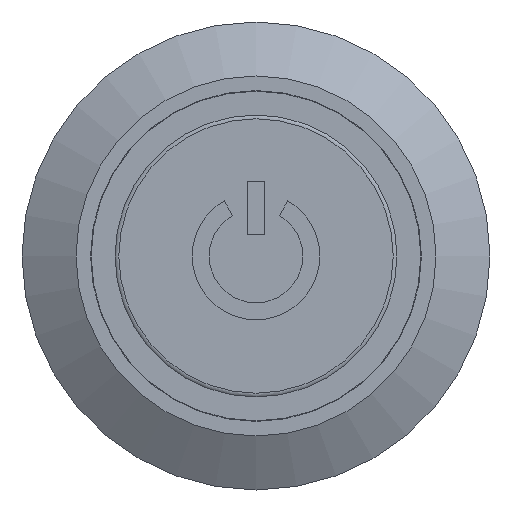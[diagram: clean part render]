
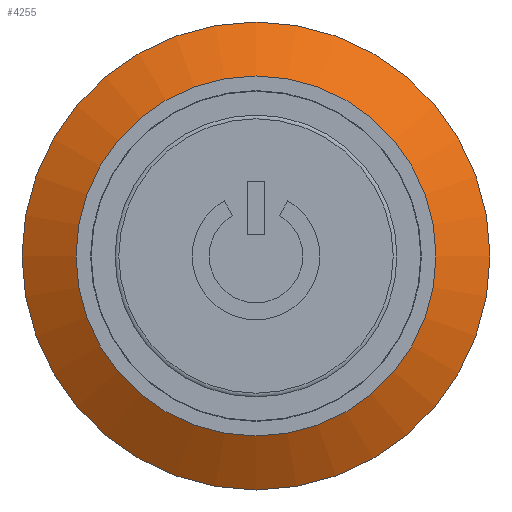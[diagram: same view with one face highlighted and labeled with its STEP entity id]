
A CAD part, left-side view. The second image highlights one B-rep face of the part: STEP entity #4255.
In plain terms, the highlighted conical face has half-angle 59.421 degrees and reference radius 25.4 mm.
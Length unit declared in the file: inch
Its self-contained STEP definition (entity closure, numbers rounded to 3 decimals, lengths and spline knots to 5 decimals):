
#4228=CARTESIAN_POINT('',(0.31532,0.0,0.0));
#4229=DIRECTION('',(1.0,0.0,0.0));
#4230=DIRECTION('',(0.0,0.0,-1.0));
#4231=AXIS2_PLACEMENT_3D('',#4228,#4229,#4230);
#4232=CONICAL_SURFACE('',#4231,1.0,59.421);
#4233=CARTESIAN_POINT('',(-0.01969,-0.43307,0.));
#4234=VERTEX_POINT('',#4233);
#4235=CARTESIAN_POINT('',(-0.01969,0.0,0.0));
#4236=DIRECTION('',(1.0,0.0,0.0));
#4237=DIRECTION('',(0.0,1.0,0.0));
#4238=AXIS2_PLACEMENT_3D('',#4235,#4236,#4237);
#4239=CIRCLE('',#4238,0.43307);
#4240=EDGE_CURVE('',#4234,#4234,#4239,.T.);
#4241=ORIENTED_EDGE('',*,*,#4240,.F.);
#4242=EDGE_LOOP('',(#4241));
#4243=FACE_OUTER_BOUND('',#4242,.T.);
#4244=CARTESIAN_POINT('',(-0.07874,0.0,-0.33313));
#4245=VERTEX_POINT('',#4244);
#4246=CARTESIAN_POINT('',(-0.07874,0.0,0.0));
#4247=DIRECTION('',(-1.0,0.0,0.0));
#4248=DIRECTION('',(0.0,0.0,-1.0));
#4249=AXIS2_PLACEMENT_3D('',#4246,#4247,#4248);
#4250=CIRCLE('',#4249,0.33313);
#4251=EDGE_CURVE('',#4245,#4245,#4250,.T.);
#4252=ORIENTED_EDGE('',*,*,#4251,.F.);
#4253=EDGE_LOOP('',(#4252));
#4254=FACE_BOUND('',#4253,.T.);
#4255=ADVANCED_FACE('',(#4243,#4254),#4232,.T.);
